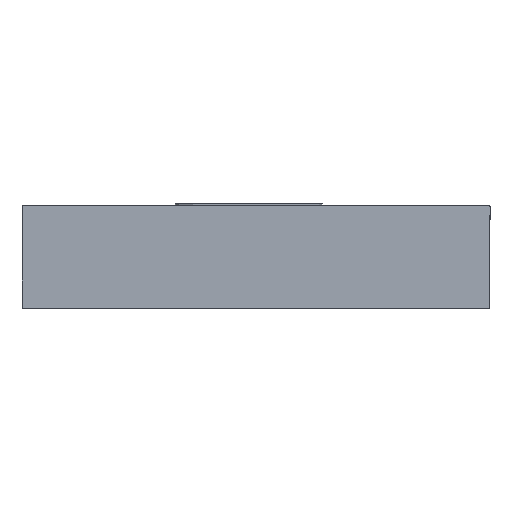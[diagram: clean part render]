
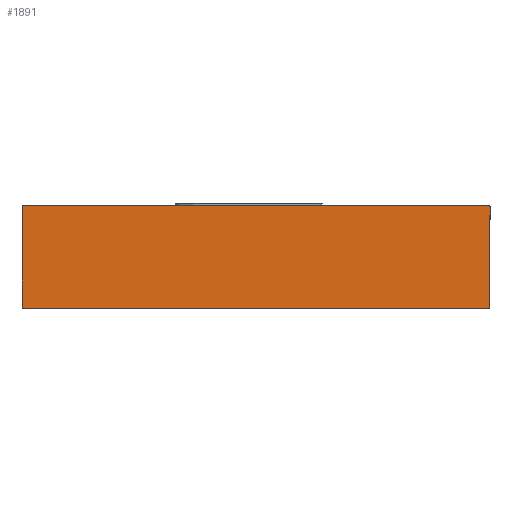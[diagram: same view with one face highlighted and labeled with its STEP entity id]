
A CAD part, left-side view. The second image highlights one B-rep face of the part: STEP entity #1891.
In plain terms, the highlighted planar face has unit normal (-1, 0, 0).
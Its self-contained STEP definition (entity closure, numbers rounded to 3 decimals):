
#20 = VERTEX_POINT ( 'NONE', #1979 ) ;
#163 = LINE ( 'NONE', #5007, #4002 ) ;
#264 = FACE_OUTER_BOUND ( 'NONE', #3625, .T. ) ;
#266 = CARTESIAN_POINT ( 'NONE',  ( -1.6, -1.25, 0.005 ) ) ;
#481 = CIRCLE ( 'NONE', #1116, 0.005 ) ;
#565 = EDGE_CURVE ( 'NONE', #2344, #20, #163, .T. ) ;
#775 = CARTESIAN_POINT ( 'NONE',  ( -1.6, -1.25, 0.545 ) ) ;
#846 = PLANE ( 'NONE',  #1906 ) ;
#991 = VECTOR ( 'NONE', #2910, 1000. ) ;
#1071 = ORIENTED_EDGE ( 'NONE', *, *, #565, .T. ) ;
#1116 = AXIS2_PLACEMENT_3D ( 'NONE', #775, #4520, #5944 ) ;
#1130 = ORIENTED_EDGE ( 'NONE', *, *, #3914, .T. ) ;
#1147 = DIRECTION ( 'NONE',  ( 0., 1., 0. ) ) ;
#1324 = CARTESIAN_POINT ( 'NONE',  ( -1.6, 1.25, 0.55 ) ) ;
#1365 = DIRECTION ( 'NONE',  ( -1., 0., 0. ) ) ;
#1486 = VERTEX_POINT ( 'NONE', #4465 ) ;
#1653 = CARTESIAN_POINT ( 'NONE',  ( -1.6, -1.255, 0. ) ) ;
#1726 = ORIENTED_EDGE ( 'NONE', *, *, #3826, .T. ) ;
#1731 = VERTEX_POINT ( 'NONE', #5348 ) ;
#1819 = AXIS2_PLACEMENT_3D ( 'NONE', #266, #3022, #1147 ) ;
#1825 = CARTESIAN_POINT ( 'NONE',  ( -1.6, 1.25, 0.545 ) ) ;
#1829 = DIRECTION ( 'NONE',  ( 0., 1., 0. ) ) ;
#1891 = ADVANCED_FACE ( 'NONE', ( #264 ), #846, .F. ) ;
#1906 = AXIS2_PLACEMENT_3D ( 'NONE', #3220, #3630, #1829 ) ;
#1979 = CARTESIAN_POINT ( 'NONE',  ( -1.6, -1.25, 0. ) ) ;
#2063 = ORIENTED_EDGE ( 'NONE', *, *, #2247, .F. ) ;
#2139 = CIRCLE ( 'NONE', #5121, 0.005 ) ;
#2204 = ORIENTED_EDGE ( 'NONE', *, *, #3406, .T. ) ;
#2208 = CARTESIAN_POINT ( 'NONE',  ( -1.6, -1.25, 0.55 ) ) ;
#2234 = DIRECTION ( 'NONE',  ( 0., -1., 0. ) ) ;
#2247 = EDGE_CURVE ( 'NONE', #5722, #4923, #4951, .T. ) ;
#2273 = EDGE_CURVE ( 'NONE', #3274, #1731, #5093, .T. ) ;
#2344 = VERTEX_POINT ( 'NONE', #5814 ) ;
#2910 = DIRECTION ( 'NONE',  ( 0., -1., 0. ) ) ;
#3022 = DIRECTION ( 'NONE',  ( -1., 0., 0. ) ) ;
#3034 = DIRECTION ( 'NONE',  ( -1., 0., 0. ) ) ;
#3220 = CARTESIAN_POINT ( 'NONE',  ( -1.6, 1.25, 0.55 ) ) ;
#3274 = VERTEX_POINT ( 'NONE', #4837 ) ;
#3400 = DIRECTION ( 'NONE',  ( 0., 1., 0. ) ) ;
#3406 = EDGE_CURVE ( 'NONE', #3274, #2344, #2139, .T. ) ;
#3482 = DIRECTION ( 'NONE',  ( 0., 0., 1. ) ) ;
#3625 = EDGE_LOOP ( 'NONE', ( #1071, #5427, #3770, #1726, #2063, #1130, #3912, #2204 ) ) ;
#3630 = DIRECTION ( 'NONE',  ( 1., 0., 0. ) ) ;
#3726 = EDGE_CURVE ( 'NONE', #5743, #1486, #3875, .T. ) ;
#3770 = ORIENTED_EDGE ( 'NONE', *, *, #3726, .T. ) ;
#3826 = EDGE_CURVE ( 'NONE', #1486, #4923, #481, .T. ) ;
#3875 = LINE ( 'NONE', #1653, #4509 ) ;
#3912 = ORIENTED_EDGE ( 'NONE', *, *, #2273, .F. ) ;
#3914 = EDGE_CURVE ( 'NONE', #5722, #1731, #4579, .T. ) ;
#4002 = VECTOR ( 'NONE', #2234, 1000. ) ;
#4020 = CARTESIAN_POINT ( 'NONE',  ( -1.6, 1.255, 0. ) ) ;
#4155 = EDGE_CURVE ( 'NONE', #20, #5743, #5297, .T. ) ;
#4455 = VECTOR ( 'NONE', #4939, 1000. ) ;
#4465 = CARTESIAN_POINT ( 'NONE',  ( -1.6, -1.255, 0.545 ) ) ;
#4509 = VECTOR ( 'NONE', #3482, 1000. ) ;
#4520 = DIRECTION ( 'NONE',  ( -1., 0., 0. ) ) ;
#4579 = CIRCLE ( 'NONE', #5433, 0.005 ) ;
#4638 = DIRECTION ( 'NONE',  ( 0., 1., 0. ) ) ;
#4837 = CARTESIAN_POINT ( 'NONE',  ( -1.6, 1.255, 0.005 ) ) ;
#4923 = VERTEX_POINT ( 'NONE', #2208 ) ;
#4939 = DIRECTION ( 'NONE',  ( 0., 0., 1. ) ) ;
#4951 = LINE ( 'NONE', #1324, #991 ) ;
#5007 = CARTESIAN_POINT ( 'NONE',  ( -1.6, 1.25, 0. ) ) ;
#5093 = LINE ( 'NONE', #4020, #4455 ) ;
#5121 = AXIS2_PLACEMENT_3D ( 'NONE', #5727, #3034, #3400 ) ;
#5297 = CIRCLE ( 'NONE', #1819, 0.005 ) ;
#5348 = CARTESIAN_POINT ( 'NONE',  ( -1.6, 1.255, 0.545 ) ) ;
#5409 = CARTESIAN_POINT ( 'NONE',  ( -1.6, 1.25, 0.55 ) ) ;
#5427 = ORIENTED_EDGE ( 'NONE', *, *, #4155, .T. ) ;
#5433 = AXIS2_PLACEMENT_3D ( 'NONE', #1825, #1365, #4638 ) ;
#5722 = VERTEX_POINT ( 'NONE', #5409 ) ;
#5727 = CARTESIAN_POINT ( 'NONE',  ( -1.6, 1.25, 0.005 ) ) ;
#5743 = VERTEX_POINT ( 'NONE', #5837 ) ;
#5814 = CARTESIAN_POINT ( 'NONE',  ( -1.6, 1.25, 0. ) ) ;
#5837 = CARTESIAN_POINT ( 'NONE',  ( -1.6, -1.255, 0.005 ) ) ;
#5944 = DIRECTION ( 'NONE',  ( 0., 1., 0. ) ) ;
